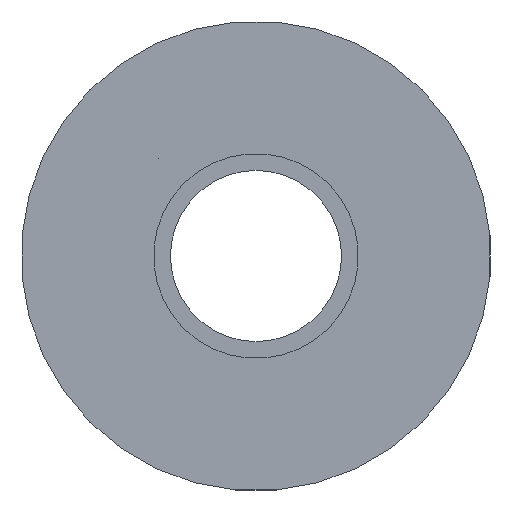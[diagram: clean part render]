
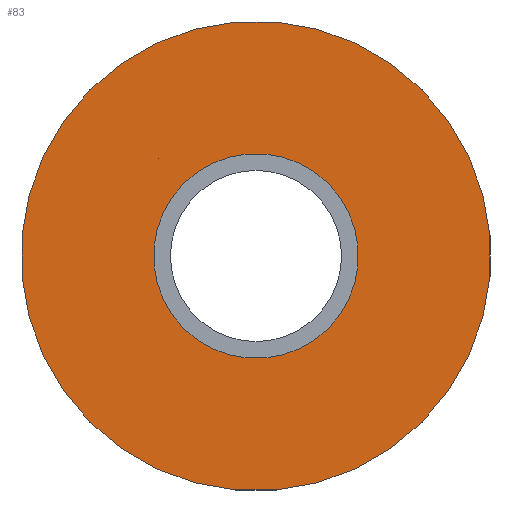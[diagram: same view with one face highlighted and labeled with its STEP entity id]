
A CAD part, left-side view. The second image highlights one B-rep face of the part: STEP entity #83.
In plain terms, the highlighted planar face has unit normal (-1, 0, 0).
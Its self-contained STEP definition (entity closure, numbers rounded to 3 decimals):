
#83=ADVANCED_FACE('',(#168,#169),#170,.F.);
#168=FACE_OUTER_BOUND('',#254,.T.);
#169=FACE_BOUND('',#255,.T.);
#170=PLANE('',#256);
#254=EDGE_LOOP('',(#429,#430,#431));
#255=EDGE_LOOP('',(#432,#433,#434));
#256=AXIS2_PLACEMENT_3D('',#435,#436,#437);
#429=ORIENTED_EDGE('',*,*,#568,.F.);
#430=ORIENTED_EDGE('',*,*,#567,.F.);
#431=ORIENTED_EDGE('',*,*,#511,.F.);
#432=ORIENTED_EDGE('',*,*,#570,.F.);
#433=ORIENTED_EDGE('',*,*,#571,.F.);
#434=ORIENTED_EDGE('',*,*,#508,.F.);
#435=CARTESIAN_POINT('',(-6.0,0.,0.0));
#436=DIRECTION('',(1.0,0.,0.));
#437=DIRECTION('',(0.0,1.0,0.));
#508=EDGE_CURVE('',#600,#596,#602,.T.);
#511=EDGE_CURVE('',#604,#607,#608,.T.);
#567=EDGE_CURVE('',#607,#693,#694,.T.);
#568=EDGE_CURVE('',#693,#604,#695,.T.);
#570=EDGE_CURVE('',#697,#600,#698,.T.);
#571=EDGE_CURVE('',#596,#697,#699,.T.);
#596=VERTEX_POINT('',#727);
#600=VERTEX_POINT('',#732);
#602=CIRCLE('',#735,6.1);
#604=VERTEX_POINT('',#737);
#607=VERTEX_POINT('',#741);
#608=CIRCLE('',#742,14.0);
#693=VERTEX_POINT('',#850);
#694=CIRCLE('',#851,14.0);
#695=CIRCLE('',#852,14.0);
#697=VERTEX_POINT('',#854);
#698=CIRCLE('',#855,6.1);
#699=CIRCLE('',#856,6.1);
#727=CARTESIAN_POINT('',(-6.0,4.313,-4.313));
#732=CARTESIAN_POINT('',(-6.0,-4.313,4.313));
#735=AXIS2_PLACEMENT_3D('',#886,#887,#888);
#737=CARTESIAN_POINT('',(-6.0,9.899,-9.899));
#741=CARTESIAN_POINT('',(-6.0,-9.899,9.899));
#742=AXIS2_PLACEMENT_3D('',#890,#891,#892);
#850=CARTESIAN_POINT('',(-6.0,-9.899,-9.899));
#851=AXIS2_PLACEMENT_3D('',#970,#971,#972);
#852=AXIS2_PLACEMENT_3D('',#973,#974,#975);
#854=CARTESIAN_POINT('',(-6.0,-4.313,-4.313));
#855=AXIS2_PLACEMENT_3D('',#976,#977,#978);
#856=AXIS2_PLACEMENT_3D('',#979,#980,#981);
#886=CARTESIAN_POINT('',(-6.0,0.,0.0));
#887=DIRECTION('',(-1.0,0.,0.));
#888=DIRECTION('',(0.,0.707,0.707));
#890=CARTESIAN_POINT('',(-6.0,0.,0.0));
#891=DIRECTION('',(1.0,0.,0.));
#892=DIRECTION('',(0.,-0.707,-0.707));
#970=CARTESIAN_POINT('',(-6.0,0.,0.0));
#971=DIRECTION('',(1.0,0.,0.));
#972=DIRECTION('',(0.,-0.707,-0.707));
#973=CARTESIAN_POINT('',(-6.0,0.,0.0));
#974=DIRECTION('',(1.0,0.,0.));
#975=DIRECTION('',(0.,-0.707,-0.707));
#976=CARTESIAN_POINT('',(-6.0,0.,0.0));
#977=DIRECTION('',(-1.0,0.,0.));
#978=DIRECTION('',(0.,0.707,0.707));
#979=CARTESIAN_POINT('',(-6.0,0.,0.0));
#980=DIRECTION('',(-1.0,0.,0.));
#981=DIRECTION('',(0.,0.707,0.707));
